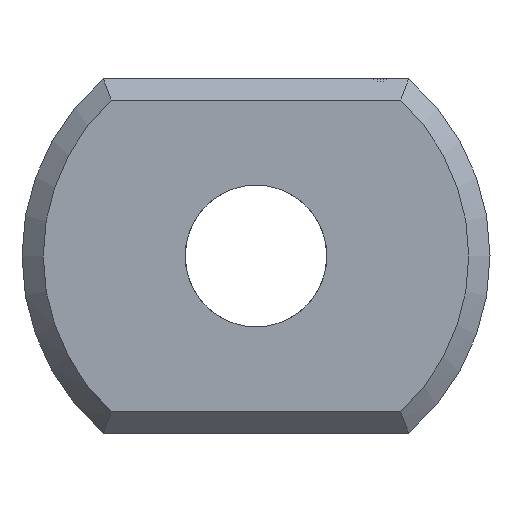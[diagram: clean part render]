
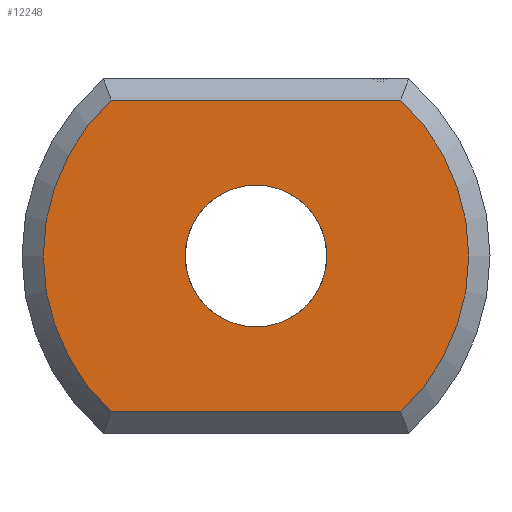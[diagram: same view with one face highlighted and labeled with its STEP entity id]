
A CAD part, left-side view. The second image highlights one B-rep face of the part: STEP entity #12248.
In plain terms, the highlighted planar face has unit normal (-1, 0, 0).
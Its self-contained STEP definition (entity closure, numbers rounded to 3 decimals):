
#298 = PLANE('',#299);
#299 = AXIS2_PLACEMENT_3D('',#300,#301,#302);
#300 = CARTESIAN_POINT('',(0.15,-2.154,-2.35));
#301 = DIRECTION('',(-0.707,0.,-0.707));
#302 = DIRECTION('',(0.,-1.,0.));
#725 = CONICAL_SURFACE('',#726,3.3,0.785);
#726 = AXIS2_PLACEMENT_3D('',#727,#728,#729);
#727 = CARTESIAN_POINT('',(0.3,0.,0.));
#728 = DIRECTION('',(1.,0.,0.));
#729 = DIRECTION('',(0.,0.653,-0.758));
#872 = CONICAL_SURFACE('',#873,3.3,0.785);
#873 = AXIS2_PLACEMENT_3D('',#874,#875,#876);
#874 = CARTESIAN_POINT('',(0.3,0.,0.));
#875 = DIRECTION('',(1.,0.,0.));
#876 = DIRECTION('',(0.,-0.653,0.758));
#909 = VERTEX_POINT('',#910);
#910 = CARTESIAN_POINT('',(0.,-2.04,-2.2));
#937 = VERTEX_POINT('',#938);
#938 = CARTESIAN_POINT('',(0.,2.04,-2.2));
#963 = EDGE_CURVE('',#909,#937,#964,.T.);
#964 = SURFACE_CURVE('',#965,(#969,#976),.PCURVE_S1.);
#965 = LINE('',#966,#967);
#966 = CARTESIAN_POINT('',(0.,-2.154,-2.2));
#967 = VECTOR('',#968,1.);
#968 = DIRECTION('',(0.,1.,0.));
#969 = PCURVE('',#298,#970);
#970 = DEFINITIONAL_REPRESENTATION('',(#971),#975);
#971 = LINE('',#972,#973);
#972 = CARTESIAN_POINT('',(0.,0.212));
#973 = VECTOR('',#974,1.);
#974 = DIRECTION('',(-1.,0.));
#975 = ( GEOMETRIC_REPRESENTATION_CONTEXT(2) 
PARAMETRIC_REPRESENTATION_CONTEXT() REPRESENTATION_CONTEXT('2D SPACE',''
  ) );
#976 = PCURVE('',#977,#982);
#977 = PLANE('',#978);
#978 = AXIS2_PLACEMENT_3D('',#979,#980,#981);
#979 = CARTESIAN_POINT('',(0.,0.,
    0.));
#980 = DIRECTION('',(1.,0.,0.));
#981 = DIRECTION('',(0.,0.,1.));
#982 = DEFINITIONAL_REPRESENTATION('',(#983),#987);
#983 = LINE('',#984,#985);
#984 = CARTESIAN_POINT('',(-2.2,2.154));
#985 = VECTOR('',#986,1.);
#986 = DIRECTION('',(0.,-1.));
#987 = ( GEOMETRIC_REPRESENTATION_CONTEXT(2) 
PARAMETRIC_REPRESENTATION_CONTEXT() REPRESENTATION_CONTEXT('2D SPACE',''
  ) );
#1826 = PLANE('',#1827);
#1827 = AXIS2_PLACEMENT_3D('',#1828,#1829,#1830);
#1828 = CARTESIAN_POINT('',(0.15,-2.154,2.35));
#1829 = DIRECTION('',(0.707,0.,-0.707
    ));
#1830 = DIRECTION('',(0.,-1.,0.));
#12035 = VERTEX_POINT('',#12036);
#12036 = CARTESIAN_POINT('',(0.,2.04,2.2));
#12061 = EDGE_CURVE('',#937,#12035,#12062,.T.);
#12062 = SURFACE_CURVE('',#12063,(#12068,#12075),.PCURVE_S1.);
#12063 = CIRCLE('',#12064,3.);
#12064 = AXIS2_PLACEMENT_3D('',#12065,#12066,#12067);
#12065 = CARTESIAN_POINT('',(0.,0.,
    0.));
#12066 = DIRECTION('',(1.,0.,0.));
#12067 = DIRECTION('',(0.,0.653,-0.758)
  );
#12068 = PCURVE('',#725,#12069);
#12069 = DEFINITIONAL_REPRESENTATION('',(#12070),#12074);
#12070 = LINE('',#12071,#12072);
#12071 = CARTESIAN_POINT('',(0.,-0.3));
#12072 = VECTOR('',#12073,1.);
#12073 = DIRECTION('',(1.,-0.));
#12074 = ( GEOMETRIC_REPRESENTATION_CONTEXT(2) 
PARAMETRIC_REPRESENTATION_CONTEXT() REPRESENTATION_CONTEXT('2D SPACE',''
  ) );
#12075 = PCURVE('',#977,#12076);
#12076 = DEFINITIONAL_REPRESENTATION('',(#12077),#12081);
#12077 = CIRCLE('',#12078,3.);
#12078 = AXIS2_PLACEMENT_2D('',#12079,#12080);
#12079 = CARTESIAN_POINT('',(0.,0.));
#12080 = DIRECTION('',(-0.758,-0.653));
#12081 = ( GEOMETRIC_REPRESENTATION_CONTEXT(2) 
PARAMETRIC_REPRESENTATION_CONTEXT() REPRESENTATION_CONTEXT('2D SPACE',''
  ) );
#12199 = VERTEX_POINT('',#12200);
#12200 = CARTESIAN_POINT('',(0.,-2.04,2.2));
#12227 = EDGE_CURVE('',#12199,#909,#12228,.T.);
#12228 = SURFACE_CURVE('',#12229,(#12234,#12241),.PCURVE_S1.);
#12229 = CIRCLE('',#12230,3.);
#12230 = AXIS2_PLACEMENT_3D('',#12231,#12232,#12233);
#12231 = CARTESIAN_POINT('',(0.,0.,
    0.));
#12232 = DIRECTION('',(1.,0.,0.));
#12233 = DIRECTION('',(0.,-0.653,0.758)
  );
#12234 = PCURVE('',#872,#12235);
#12235 = DEFINITIONAL_REPRESENTATION('',(#12236),#12240);
#12236 = LINE('',#12237,#12238);
#12237 = CARTESIAN_POINT('',(0.,-0.3));
#12238 = VECTOR('',#12239,1.);
#12239 = DIRECTION('',(1.,-0.));
#12240 = ( GEOMETRIC_REPRESENTATION_CONTEXT(2) 
PARAMETRIC_REPRESENTATION_CONTEXT() REPRESENTATION_CONTEXT('2D SPACE',''
  ) );
#12241 = PCURVE('',#977,#12242);
#12242 = DEFINITIONAL_REPRESENTATION('',(#12243),#12247);
#12243 = CIRCLE('',#12244,3.);
#12244 = AXIS2_PLACEMENT_2D('',#12245,#12246);
#12245 = CARTESIAN_POINT('',(0.,0.));
#12246 = DIRECTION('',(0.758,0.653));
#12247 = ( GEOMETRIC_REPRESENTATION_CONTEXT(2) 
PARAMETRIC_REPRESENTATION_CONTEXT() REPRESENTATION_CONTEXT('2D SPACE',''
  ) );
#12248 = ADVANCED_FACE('',(#12249,#12275),#977,.F.);
#12249 = FACE_BOUND('',#12250,.F.);
#12250 = EDGE_LOOP('',(#12251,#12252,#12273,#12274));
#12251 = ORIENTED_EDGE('',*,*,#12061,.T.);
#12252 = ORIENTED_EDGE('',*,*,#12253,.F.);
#12253 = EDGE_CURVE('',#12199,#12035,#12254,.T.);
#12254 = SURFACE_CURVE('',#12255,(#12259,#12266),.PCURVE_S1.);
#12255 = LINE('',#12256,#12257);
#12256 = CARTESIAN_POINT('',(0.,-2.154,2.2));
#12257 = VECTOR('',#12258,1.);
#12258 = DIRECTION('',(0.,1.,0.));
#12259 = PCURVE('',#977,#12260);
#12260 = DEFINITIONAL_REPRESENTATION('',(#12261),#12265);
#12261 = LINE('',#12262,#12263);
#12262 = CARTESIAN_POINT('',(2.2,2.154));
#12263 = VECTOR('',#12264,1.);
#12264 = DIRECTION('',(0.,-1.));
#12265 = ( GEOMETRIC_REPRESENTATION_CONTEXT(2) 
PARAMETRIC_REPRESENTATION_CONTEXT() REPRESENTATION_CONTEXT('2D SPACE',''
  ) );
#12266 = PCURVE('',#1826,#12267);
#12267 = DEFINITIONAL_REPRESENTATION('',(#12268),#12272);
#12268 = LINE('',#12269,#12270);
#12269 = CARTESIAN_POINT('',(0.,0.212));
#12270 = VECTOR('',#12271,1.);
#12271 = DIRECTION('',(-1.,0.));
#12272 = ( GEOMETRIC_REPRESENTATION_CONTEXT(2) 
PARAMETRIC_REPRESENTATION_CONTEXT() REPRESENTATION_CONTEXT('2D SPACE',''
  ) );
#12273 = ORIENTED_EDGE('',*,*,#12227,.T.);
#12274 = ORIENTED_EDGE('',*,*,#963,.T.);
#12275 = FACE_BOUND('',#12276,.T.);
#12276 = EDGE_LOOP('',(#12277));
#12277 = ORIENTED_EDGE('',*,*,#12278,.T.);
#12278 = EDGE_CURVE('',#12279,#12279,#12281,.T.);
#12279 = VERTEX_POINT('',#12280);
#12280 = CARTESIAN_POINT('',(0.,1.,0.));
#12281 = SURFACE_CURVE('',#12282,(#12287,#12294),.PCURVE_S1.);
#12282 = CIRCLE('',#12283,1.);
#12283 = AXIS2_PLACEMENT_3D('',#12284,#12285,#12286);
#12284 = CARTESIAN_POINT('',(0.,0.,0.));
#12285 = DIRECTION('',(1.,0.,0.));
#12286 = DIRECTION('',(0.,1.,0.));
#12287 = PCURVE('',#977,#12288);
#12288 = DEFINITIONAL_REPRESENTATION('',(#12289),#12293);
#12289 = CIRCLE('',#12290,1.);
#12290 = AXIS2_PLACEMENT_2D('',#12291,#12292);
#12291 = CARTESIAN_POINT('',(0.,0.));
#12292 = DIRECTION('',(0.,-1.));
#12293 = ( GEOMETRIC_REPRESENTATION_CONTEXT(2) 
PARAMETRIC_REPRESENTATION_CONTEXT() REPRESENTATION_CONTEXT('2D SPACE',''
  ) );
#12294 = PCURVE('',#12295,#12300);
#12295 = CYLINDRICAL_SURFACE('',#12296,1.);
#12296 = AXIS2_PLACEMENT_3D('',#12297,#12298,#12299);
#12297 = CARTESIAN_POINT('',(0.,0.,0.));
#12298 = DIRECTION('',(-1.,0.,0.));
#12299 = DIRECTION('',(0.,1.,0.));
#12300 = DEFINITIONAL_REPRESENTATION('',(#12301),#12305);
#12301 = LINE('',#12302,#12303);
#12302 = CARTESIAN_POINT('',(-0.,0.));
#12303 = VECTOR('',#12304,1.);
#12304 = DIRECTION('',(-1.,0.));
#12305 = ( GEOMETRIC_REPRESENTATION_CONTEXT(2) 
PARAMETRIC_REPRESENTATION_CONTEXT() REPRESENTATION_CONTEXT('2D SPACE',''
  ) );
